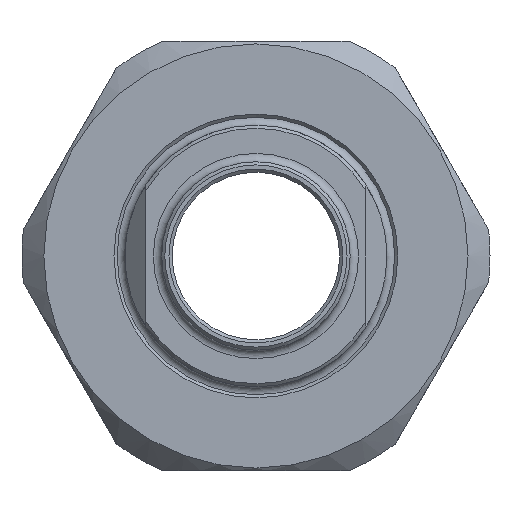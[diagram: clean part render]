
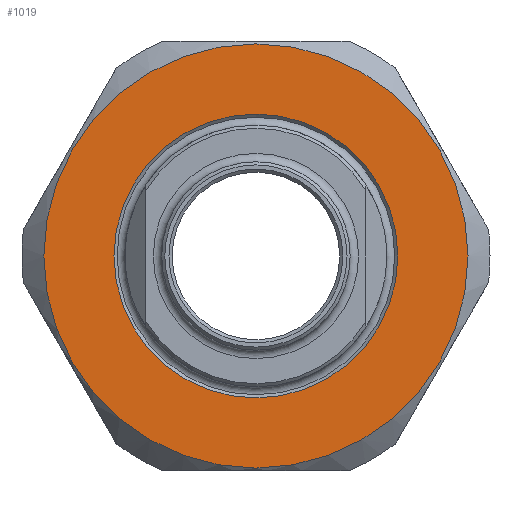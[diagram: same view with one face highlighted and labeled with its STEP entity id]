
A CAD part, left-side view. The second image highlights one B-rep face of the part: STEP entity #1019.
In plain terms, the highlighted planar face has unit normal (-1, 0, 0).
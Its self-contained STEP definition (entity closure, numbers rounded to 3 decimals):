
#40=FACE_BOUND('',#195,.T.);
#96=PLANE('',#1178);
#132=FACE_OUTER_BOUND('',#194,.T.);
#194=EDGE_LOOP('',(#779));
#195=EDGE_LOOP('',(#780));
#364=CIRCLE('',#1158,20.25);
#374=CIRCLE('',#1177,13.55);
#453=VERTEX_POINT('',#1730);
#462=VERTEX_POINT('',#1765);
#567=EDGE_CURVE('',#453,#453,#364,.T.);
#581=EDGE_CURVE('',#462,#462,#374,.T.);
#779=ORIENTED_EDGE('',*,*,#567,.T.);
#780=ORIENTED_EDGE('',*,*,#581,.F.);
#1019=ADVANCED_FACE('',(#132,#40),#96,.T.);
#1158=AXIS2_PLACEMENT_3D('',#1732,#1347,#1348);
#1177=AXIS2_PLACEMENT_3D('',#1766,#1388,#1389);
#1178=AXIS2_PLACEMENT_3D('',#1768,#1391,#1392);
#1347=DIRECTION('center_axis',(-1.,0.,0.));
#1348=DIRECTION('ref_axis',(0.,1.,0.));
#1388=DIRECTION('center_axis',(-1.,0.,0.));
#1389=DIRECTION('ref_axis',(0.,0.,-1.));
#1391=DIRECTION('center_axis',(-1.,0.,0.));
#1392=DIRECTION('ref_axis',(0.,0.,1.));
#1730=CARTESIAN_POINT('',(-16.,-20.25,0.));
#1732=CARTESIAN_POINT('Origin',(-16.,0.,0.));
#1765=CARTESIAN_POINT('',(-16.,0.,13.55));
#1766=CARTESIAN_POINT('Origin',(-16.,0.,0.));
#1768=CARTESIAN_POINT('Origin',(-16.,0.,0.));
